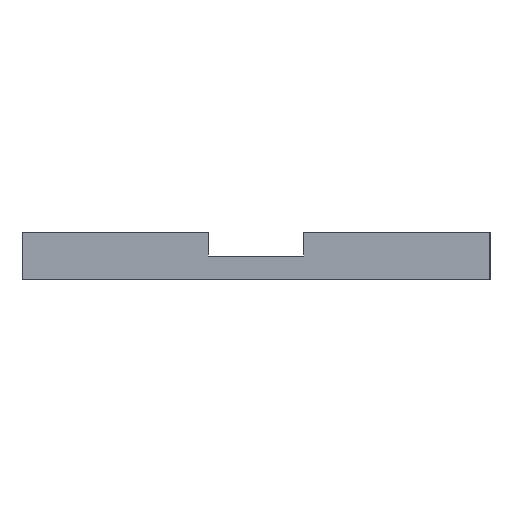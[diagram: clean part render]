
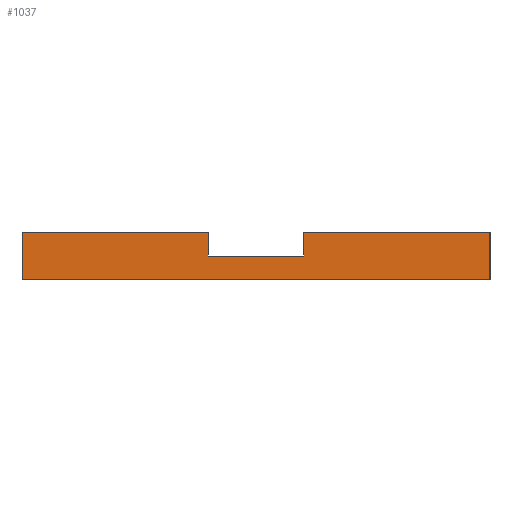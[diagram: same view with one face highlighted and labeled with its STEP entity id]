
A CAD part, left-side view. The second image highlights one B-rep face of the part: STEP entity #1037.
In plain terms, the highlighted planar face has unit normal (-1, 0, 0).
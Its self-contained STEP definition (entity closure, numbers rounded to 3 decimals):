
#110=FACE_OUTER_BOUND('',#172,.T.);
#172=EDGE_LOOP('',(#816,#817,#818,#819,#820,#821,#822,#823));
#228=LINE('',#1474,#341);
#240=LINE('',#1502,#353);
#263=LINE('',#1555,#376);
#268=LINE('',#1583,#381);
#280=LINE('',#1607,#393);
#284=LINE('',#1617,#397);
#285=LINE('',#1622,#398);
#286=LINE('',#1623,#399);
#341=VECTOR('',#1185,10.);
#353=VECTOR('',#1211,10.);
#376=VECTOR('',#1244,10.);
#381=VECTOR('',#1269,10.);
#393=VECTOR('',#1291,10.);
#397=VECTOR('',#1303,10.);
#398=VECTOR('',#1308,10.);
#399=VECTOR('',#1309,10.);
#452=VERTEX_POINT('',#1471);
#453=VERTEX_POINT('',#1473);
#462=VERTEX_POINT('',#1501);
#487=VERTEX_POINT('',#1553);
#497=VERTEX_POINT('',#1575);
#507=VERTEX_POINT('',#1605);
#509=VERTEX_POINT('',#1615);
#511=VERTEX_POINT('',#1621);
#552=EDGE_CURVE('',#452,#453,#228,.T.);
#566=EDGE_CURVE('',#453,#462,#240,.T.);
#593=EDGE_CURVE('',#487,#452,#263,.T.);
#607=EDGE_CURVE('',#497,#462,#268,.T.);
#619=EDGE_CURVE('',#487,#507,#280,.T.);
#624=EDGE_CURVE('',#509,#507,#284,.T.);
#626=EDGE_CURVE('',#511,#509,#285,.T.);
#627=EDGE_CURVE('',#511,#497,#286,.T.);
#816=ORIENTED_EDGE('',*,*,#593,.F.);
#817=ORIENTED_EDGE('',*,*,#619,.T.);
#818=ORIENTED_EDGE('',*,*,#624,.F.);
#819=ORIENTED_EDGE('',*,*,#626,.F.);
#820=ORIENTED_EDGE('',*,*,#627,.T.);
#821=ORIENTED_EDGE('',*,*,#607,.T.);
#822=ORIENTED_EDGE('',*,*,#566,.F.);
#823=ORIENTED_EDGE('',*,*,#552,.F.);
#1001=PLANE('',#1119);
#1037=ADVANCED_FACE('',(#110),#1001,.T.);
#1119=AXIS2_PLACEMENT_3D('',#1620,#1306,#1307);
#1185=DIRECTION('',(0.,0.,1.));
#1211=DIRECTION('',(0.,-1.,0.));
#1244=DIRECTION('',(0.,-1.,0.));
#1269=DIRECTION('',(0.,0.,1.));
#1291=DIRECTION('',(0.,0.,1.));
#1303=DIRECTION('',(0.,-1.,0.));
#1306=DIRECTION('center_axis',(-1.,0.,0.));
#1307=DIRECTION('ref_axis',(0.,-1.,0.));
#1308=DIRECTION('',(0.,0.,1.));
#1309=DIRECTION('',(0.,-1.,0.));
#1471=CARTESIAN_POINT('',(-65.,-10.,5.));
#1473=CARTESIAN_POINT('',(-65.,-10.,10.));
#1474=CARTESIAN_POINT('',(-65.,-10.,0.));
#1501=CARTESIAN_POINT('',(-65.,-49.,10.));
#1502=CARTESIAN_POINT('',(-65.,49.,10.));
#1553=CARTESIAN_POINT('',(-65.,10.,5.));
#1555=CARTESIAN_POINT('',(-65.,49.,5.));
#1575=CARTESIAN_POINT('',(-65.,-49.,0.));
#1583=CARTESIAN_POINT('',(-65.,-49.,0.));
#1605=CARTESIAN_POINT('',(-65.,10.,10.));
#1607=CARTESIAN_POINT('',(-65.,10.,0.));
#1615=CARTESIAN_POINT('',(-65.,49.,10.));
#1617=CARTESIAN_POINT('',(-65.,49.,10.));
#1620=CARTESIAN_POINT('Origin',(-65.,49.,0.));
#1621=CARTESIAN_POINT('',(-65.,49.,0.));
#1622=CARTESIAN_POINT('',(-65.,49.,0.));
#1623=CARTESIAN_POINT('',(-65.,49.,0.));
